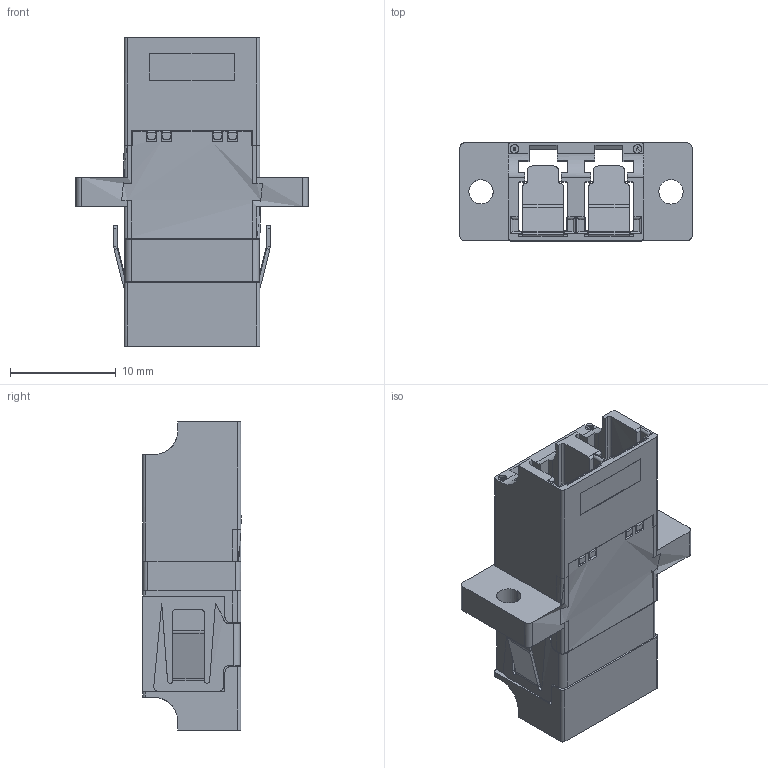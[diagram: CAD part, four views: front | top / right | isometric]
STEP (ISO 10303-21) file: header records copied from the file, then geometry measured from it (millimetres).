
FILE_DESCRIPTION (( 'STEP AP214' ), '1' );
FILE_NAME ('FOA-805-AQU.STEP', '2018-10-05T18:03:12', ( '' ), ( '' ), 'SwSTEP 2.0', 'SolidWorks 2017', '' );
FILE_SCHEMA (( 'AUTOMOTIVE_DESIGN' ));
Length unit declared in the file: millimetre
Products named in the file (1): FOA-805-AQU
Bounding box: 22 x 9.35 x 29.2 mm (x, y, z)
Surface area: 3079.5 mm2 (no closed solid volume)
Topology: 0 solids, 10 shells, 474 faces, 1518 edges, 1022 vertices
Faces by surface type: plane 316, cylinder 142, bspline 16
Entity records: 18411 total; most frequent: CARTESIAN_POINT 5605, ORIENTED_EDGE 2637, DIRECTION 2363, EDGE_CURVE 1521, VECTOR 1149, LINE 1149, VERTEX_POINT 1022, AXIS2_PLACEMENT_3D 607
